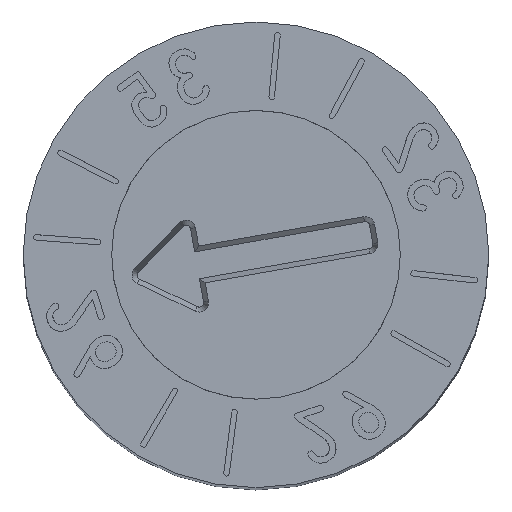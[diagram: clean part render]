
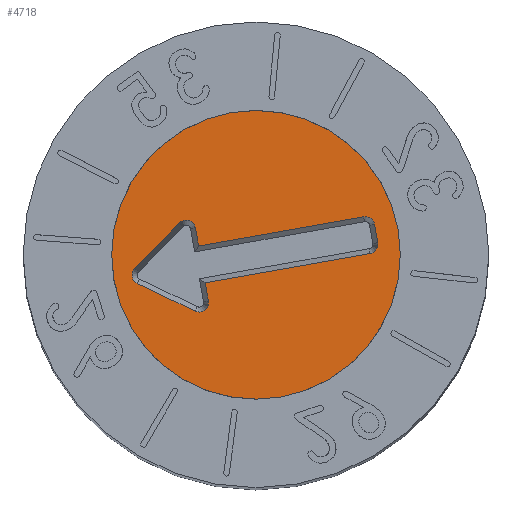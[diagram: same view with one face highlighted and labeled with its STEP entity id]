
A CAD part, top view. The second image highlights one B-rep face of the part: STEP entity #4718.
In plain terms, the highlighted planar face has unit normal (0, 0, 1).
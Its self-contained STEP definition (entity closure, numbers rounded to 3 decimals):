
#77=CIRCLE('',#4910,0.1);
#79=CIRCLE('',#4914,0.1);
#81=CIRCLE('',#4918,0.1);
#83=CIRCLE('',#4923,0.1);
#85=CIRCLE('',#4927,0.1);
#94=CIRCLE('',#4944,1.55);
#123=FACE_BOUND('',#745,.T.);
#203=PLANE('',#4945);
#461=FACE_OUTER_BOUND('',#744,.T.);
#744=EDGE_LOOP('',(#4276));
#745=EDGE_LOOP('',(#4277,#4278,#4279,#4280,#4281,#4282,#4283,#4284,#4285,
#4286,#4287,#4288));
#1063=LINE('',#8993,#1406);
#1066=LINE('',#8999,#1409);
#1070=LINE('',#9011,#1413);
#1074=LINE('',#9023,#1417);
#1078=LINE('',#9035,#1421);
#1081=LINE('',#9041,#1424);
#1085=LINE('',#9053,#1428);
#1406=VECTOR('',#5475,10.);
#1409=VECTOR('',#5480,10.);
#1413=VECTOR('',#5492,10.);
#1417=VECTOR('',#5504,10.);
#1421=VECTOR('',#5516,10.);
#1424=VECTOR('',#5521,10.);
#1428=VECTOR('',#5533,10.);
#2177=VERTEX_POINT('',#8990);
#2178=VERTEX_POINT('',#8992);
#2180=VERTEX_POINT('',#8998);
#2182=VERTEX_POINT('',#9004);
#2184=VERTEX_POINT('',#9010);
#2186=VERTEX_POINT('',#9016);
#2188=VERTEX_POINT('',#9022);
#2190=VERTEX_POINT('',#9028);
#2192=VERTEX_POINT('',#9034);
#2194=VERTEX_POINT('',#9040);
#2196=VERTEX_POINT('',#9046);
#2198=VERTEX_POINT('',#9052);
#2206=VERTEX_POINT('',#9084);
#2855=EDGE_CURVE('',#2178,#2177,#1063,.T.);
#2858=EDGE_CURVE('',#2180,#2178,#1066,.T.);
#2861=EDGE_CURVE('',#2182,#2180,#77,.T.);
#2864=EDGE_CURVE('',#2184,#2182,#1070,.T.);
#2867=EDGE_CURVE('',#2186,#2184,#79,.T.);
#2870=EDGE_CURVE('',#2188,#2186,#1074,.T.);
#2873=EDGE_CURVE('',#2190,#2188,#81,.T.);
#2876=EDGE_CURVE('',#2192,#2190,#1078,.T.);
#2879=EDGE_CURVE('',#2194,#2192,#1081,.T.);
#2882=EDGE_CURVE('',#2196,#2194,#83,.T.);
#2885=EDGE_CURVE('',#2198,#2196,#1085,.T.);
#2888=EDGE_CURVE('',#2177,#2198,#85,.T.);
#2900=EDGE_CURVE('',#2206,#2206,#94,.T.);
#4276=ORIENTED_EDGE('',*,*,#2900,.F.);
#4277=ORIENTED_EDGE('',*,*,#2855,.T.);
#4278=ORIENTED_EDGE('',*,*,#2888,.T.);
#4279=ORIENTED_EDGE('',*,*,#2885,.T.);
#4280=ORIENTED_EDGE('',*,*,#2882,.T.);
#4281=ORIENTED_EDGE('',*,*,#2879,.T.);
#4282=ORIENTED_EDGE('',*,*,#2876,.T.);
#4283=ORIENTED_EDGE('',*,*,#2873,.T.);
#4284=ORIENTED_EDGE('',*,*,#2870,.T.);
#4285=ORIENTED_EDGE('',*,*,#2867,.T.);
#4286=ORIENTED_EDGE('',*,*,#2864,.T.);
#4287=ORIENTED_EDGE('',*,*,#2861,.T.);
#4288=ORIENTED_EDGE('',*,*,#2858,.T.);
#4718=ADVANCED_FACE('',(#461,#123),#203,.F.);
#4910=AXIS2_PLACEMENT_3D('',#9005,#5486,#5487);
#4914=AXIS2_PLACEMENT_3D('',#9017,#5498,#5499);
#4918=AXIS2_PLACEMENT_3D('',#9029,#5510,#5511);
#4923=AXIS2_PLACEMENT_3D('',#9047,#5527,#5528);
#4927=AXIS2_PLACEMENT_3D('',#9057,#5539,#5540);
#4944=AXIS2_PLACEMENT_3D('',#9085,#5576,#5577);
#4945=AXIS2_PLACEMENT_3D('',#9087,#5579,#5580);
#5475=DIRECTION('',(0.,1.,0.));
#5480=DIRECTION('',(1.,0.,0.));
#5486=DIRECTION('center_axis',(0.,0.,-1.));
#5487=DIRECTION('ref_axis',(0.,1.,0.));
#5492=DIRECTION('',(-0.581,0.814,0.));
#5498=DIRECTION('center_axis',(0.,0.,-1.));
#5499=DIRECTION('ref_axis',(-0.814,-0.581,0.));
#5504=DIRECTION('',(-0.581,-0.814,0.));
#5510=DIRECTION('center_axis',(0.,0.,-1.));
#5511=DIRECTION('ref_axis',(0.814,-0.581,0.));
#5516=DIRECTION('',(1.,0.,0.));
#5521=DIRECTION('',(0.,-1.,0.));
#5527=DIRECTION('center_axis',(0.,0.,-1.));
#5528=DIRECTION('ref_axis',(1.,0.,0.));
#5533=DIRECTION('',(1.,0.,0.));
#5539=DIRECTION('center_axis',(0.,0.,-1.));
#5540=DIRECTION('ref_axis',(0.,1.,0.));
#5576=DIRECTION('center_axis',(0.,0.,-1.));
#5577=DIRECTION('ref_axis',(-1.,0.,0.));
#5579=DIRECTION('center_axis',(0.,0.,-1.));
#5580=DIRECTION('ref_axis',(-1.,0.,0.));
#8990=CARTESIAN_POINT('',(-0.2,1.21,2.));
#8992=CARTESIAN_POINT('',(-0.2,-0.59,2.));
#8993=CARTESIAN_POINT('',(-0.2,0.605,2.));
#8998=CARTESIAN_POINT('',(-0.4,-0.59,2.));
#8999=CARTESIAN_POINT('',(-0.1,-0.59,2.));
#9004=CARTESIAN_POINT('',(-0.481,-0.748,2.));
#9005=CARTESIAN_POINT('Origin',(-0.4,-0.69,2.));
#9010=CARTESIAN_POINT('',(-0.081,-1.308,2.));
#9011=CARTESIAN_POINT('',(-0.577,-0.614,2.));
#9016=CARTESIAN_POINT('',(0.081,-1.308,2.));
#9017=CARTESIAN_POINT('Origin',(0.,-1.25,2.));
#9022=CARTESIAN_POINT('',(0.481,-0.748,2.));
#9023=CARTESIAN_POINT('',(0.377,-0.894,2.));
#9028=CARTESIAN_POINT('',(0.4,-0.59,2.));
#9029=CARTESIAN_POINT('Origin',(0.4,-0.69,2.));
#9034=CARTESIAN_POINT('',(0.2,-0.59,2.));
#9035=CARTESIAN_POINT('',(0.2,-0.59,2.));
#9040=CARTESIAN_POINT('',(0.2,1.21,2.));
#9041=CARTESIAN_POINT('',(0.2,-0.295,2.));
#9046=CARTESIAN_POINT('',(0.1,1.31,2.));
#9047=CARTESIAN_POINT('Origin',(0.1,1.21,2.));
#9052=CARTESIAN_POINT('',(-0.1,1.31,2.));
#9053=CARTESIAN_POINT('',(0.05,1.31,2.));
#9057=CARTESIAN_POINT('Origin',(-0.1,1.21,2.));
#9084=CARTESIAN_POINT('',(1.55,0.,2.));
#9085=CARTESIAN_POINT('Origin',(0.,0.,2.));
#9087=CARTESIAN_POINT('Origin',(0.,0.,2.));
